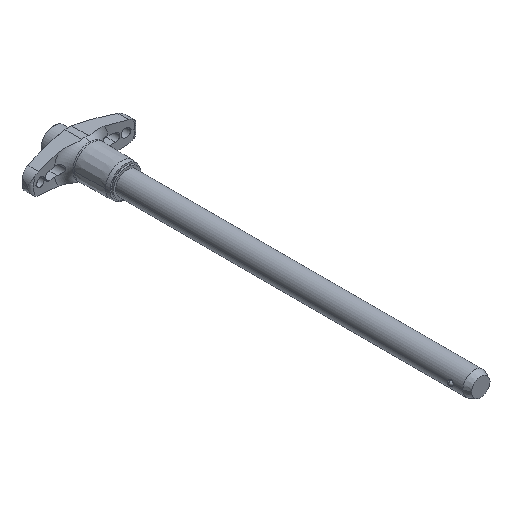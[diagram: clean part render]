
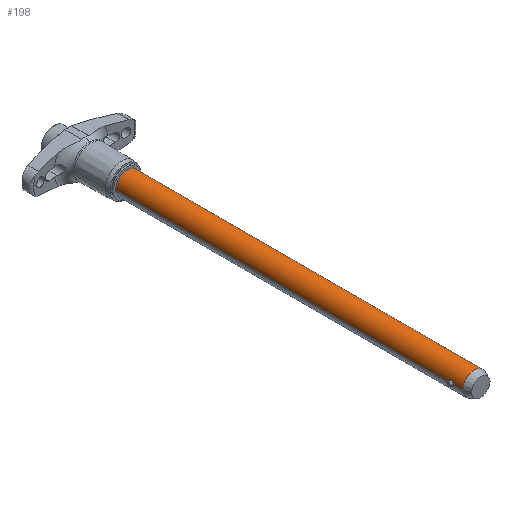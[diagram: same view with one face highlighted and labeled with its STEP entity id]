
A CAD part, isometric view. The second image highlights one B-rep face of the part: STEP entity #198.
In plain terms, the highlighted cylindrical face has radius 6.35 mm (diameter 12.7 mm), a partial arc.
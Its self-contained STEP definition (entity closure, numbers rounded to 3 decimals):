
#198=ADVANCED_FACE('',(#411),#412,.T.);
#411=FACE_OUTER_BOUND('',#634,.T.);
#412=CYLINDRICAL_SURFACE('',#635,6.35);
#634=EDGE_LOOP('',(#1200,#1201,#1202,#1203,#1204,#1205,#1206,#1207,#1208,#1209));
#635=AXIS2_PLACEMENT_3D('',#1210,#1211,#1212);
#1200=ORIENTED_EDGE('',*,*,#1491,.T.);
#1201=ORIENTED_EDGE('',*,*,#1599,.T.);
#1202=ORIENTED_EDGE('',*,*,#1600,.T.);
#1203=ORIENTED_EDGE('',*,*,#1498,.T.);
#1204=ORIENTED_EDGE('',*,*,#1601,.F.);
#1205=ORIENTED_EDGE('',*,*,#1496,.T.);
#1206=ORIENTED_EDGE('',*,*,#1602,.T.);
#1207=ORIENTED_EDGE('',*,*,#1523,.T.);
#1208=ORIENTED_EDGE('',*,*,#1493,.T.);
#1209=ORIENTED_EDGE('',*,*,#1509,.T.);
#1210=CARTESIAN_POINT('',(0.0,-97.282,0.0));
#1211=DIRECTION('',(-0.0,1.0,0.0));
#1212=DIRECTION('',(1.0,0.0,0.0));
#1491=EDGE_CURVE('',#1847,#1848,#1849,.T.);
#1493=EDGE_CURVE('',#1852,#1850,#1853,.T.);
#1496=EDGE_CURVE('',#1858,#1856,#1859,.T.);
#1498=EDGE_CURVE('',#1862,#1860,#1863,.T.);
#1509=EDGE_CURVE('',#1850,#1847,#1878,.T.);
#1523=EDGE_CURVE('',#1893,#1852,#1895,.T.);
#1599=EDGE_CURVE('',#1848,#1989,#1990,.T.);
#1600=EDGE_CURVE('',#1989,#1862,#1991,.T.);
#1601=EDGE_CURVE('',#1858,#1860,#1992,.T.);
#1602=EDGE_CURVE('',#1856,#1893,#1993,.T.);
#1847=VERTEX_POINT('',#3107);
#1848=VERTEX_POINT('',#3108);
#1849=LINE('',#3109,#3110);
#1850=VERTEX_POINT('',#3111);
#1852=VERTEX_POINT('',#3113);
#1853=LINE('',#3114,#3115);
#1856=VERTEX_POINT('',#3131);
#1858=VERTEX_POINT('',#3146);
#1859=LINE('',#3147,#3148);
#1860=VERTEX_POINT('',#3149);
#1862=VERTEX_POINT('',#3151);
#1863=LINE('',#3152,#3153);
#1878=CIRCLE('',#3197,6.35);
#1893=VERTEX_POINT('',#3244);
#1895=B_SPLINE_CURVE_WITH_KNOTS('',3,(#3246,#3247,#3248,#3249,#3250,#3251,#3252,#3253,#3254,#3255,#3256,#3257,#3258,#3259),.UNSPECIFIED.,.F.,.F.,(4,2,2,2,2,2,4),(0.0,0.507,1.013,1.242,1.471,1.846,2.221),.UNSPECIFIED.);
#1989=VERTEX_POINT('',#3766);
#1990=B_SPLINE_CURVE_WITH_KNOTS('',3,(#3767,#3768,#3769,#3770,#3771,#3772,#3773,#3774,#3775,#3776,#3777,#3778,#3779,#3780),.UNSPECIFIED.,.F.,.F.,(4,2,2,2,2,2,4),(2.221,2.596,2.971,3.2,3.429,3.935,4.442),.UNSPECIFIED.);
#1991=B_SPLINE_CURVE_WITH_KNOTS('',3,(#3781,#3782,#3783,#3784,#3785,#3786,#3787,#3788,#3789,#3790,#3791,#3792,#3793,#3794),.UNSPECIFIED.,.F.,.F.,(4,2,2,2,2,2,4),(4.442,4.948,5.455,5.684,5.912,6.288,6.663),.UNSPECIFIED.);
#1992=CIRCLE('',#3795,6.35);
#1993=B_SPLINE_CURVE_WITH_KNOTS('',3,(#3796,#3797,#3798,#3799,#3800,#3801,#3802,#3803,#3804,#3805,#3806,#3807,#3808,#3809),.UNSPECIFIED.,.F.,.F.,(4,2,2,2,2,2,4),(6.663,7.038,7.413,7.642,7.871,8.377,8.884),.UNSPECIFIED.);
#3107=CARTESIAN_POINT('',(6.35,-191.059,0.0));
#3108=CARTESIAN_POINT('',(6.35,-185.817,0.));
#3109=CARTESIAN_POINT('',(6.35,-97.282,0.));
#3110=VECTOR('',#4055,1.0);
#3111=CARTESIAN_POINT('',(-6.35,-191.059,0.));
#3113=CARTESIAN_POINT('',(-6.35,-185.817,0.));
#3114=CARTESIAN_POINT('',(-6.35,-97.282,0.));
#3115=VECTOR('',#4059,1.0);
#3131=CARTESIAN_POINT('',(-6.35,-182.88,0.));
#3146=CARTESIAN_POINT('',(-6.35,0.0,0.));
#3147=CARTESIAN_POINT('',(-6.35,-97.282,0.));
#3148=VECTOR('',#4060,1.0);
#3149=CARTESIAN_POINT('',(6.35,0.0,0.0));
#3151=CARTESIAN_POINT('',(6.35,-182.88,0.));
#3152=CARTESIAN_POINT('',(6.35,-97.282,0.));
#3153=VECTOR('',#4064,1.0);
#3197=AXIS2_PLACEMENT_3D('',#4074,#4075,#4076);
#3244=CARTESIAN_POINT('',(-6.172,-184.348,1.495));
#3246=CARTESIAN_POINT('',(-6.172,-184.348,1.495));
#3247=CARTESIAN_POINT('',(-6.172,-184.517,1.495));
#3248=CARTESIAN_POINT('',(-6.179,-184.698,1.464));
#3249=CARTESIAN_POINT('',(-6.208,-185.034,1.336));
#3250=CARTESIAN_POINT('',(-6.229,-185.189,1.24));
#3251=CARTESIAN_POINT('',(-6.258,-185.371,1.079));
#3252=CARTESIAN_POINT('',(-6.268,-185.429,1.019));
#3253=CARTESIAN_POINT('',(-6.288,-185.533,0.891));
#3254=CARTESIAN_POINT('',(-6.297,-185.58,0.822));
#3255=CARTESIAN_POINT('',(-6.318,-185.679,0.648));
#3256=CARTESIAN_POINT('',(-6.33,-185.732,0.522));
#3257=CARTESIAN_POINT('',(-6.346,-185.801,0.261));
#3258=CARTESIAN_POINT('',(-6.35,-185.817,0.125));
#3259=CARTESIAN_POINT('',(-6.35,-185.817,0.));
#3766=CARTESIAN_POINT('',(6.172,-184.348,1.495));
#3767=CARTESIAN_POINT('',(6.35,-185.817,0.0));
#3768=CARTESIAN_POINT('',(6.35,-185.817,0.125));
#3769=CARTESIAN_POINT('',(6.346,-185.801,0.261));
#3770=CARTESIAN_POINT('',(6.33,-185.732,0.522));
#3771=CARTESIAN_POINT('',(6.318,-185.679,0.648));
#3772=CARTESIAN_POINT('',(6.297,-185.58,0.822));
#3773=CARTESIAN_POINT('',(6.288,-185.533,0.891));
#3774=CARTESIAN_POINT('',(6.268,-185.429,1.019));
#3775=CARTESIAN_POINT('',(6.258,-185.371,1.079));
#3776=CARTESIAN_POINT('',(6.229,-185.189,1.24));
#3777=CARTESIAN_POINT('',(6.208,-185.034,1.336));
#3778=CARTESIAN_POINT('',(6.179,-184.698,1.464));
#3779=CARTESIAN_POINT('',(6.172,-184.517,1.495));
#3780=CARTESIAN_POINT('',(6.172,-184.348,1.495));
#3781=CARTESIAN_POINT('',(6.172,-184.348,1.495));
#3782=CARTESIAN_POINT('',(6.172,-184.18,1.495));
#3783=CARTESIAN_POINT('',(6.179,-183.999,1.464));
#3784=CARTESIAN_POINT('',(6.208,-183.663,1.336));
#3785=CARTESIAN_POINT('',(6.229,-183.508,1.24));
#3786=CARTESIAN_POINT('',(6.258,-183.326,1.079));
#3787=CARTESIAN_POINT('',(6.268,-183.268,1.019));
#3788=CARTESIAN_POINT('',(6.288,-183.163,0.891));
#3789=CARTESIAN_POINT('',(6.297,-183.117,0.822));
#3790=CARTESIAN_POINT('',(6.318,-183.018,0.648));
#3791=CARTESIAN_POINT('',(6.33,-182.965,0.522));
#3792=CARTESIAN_POINT('',(6.346,-182.896,0.261));
#3793=CARTESIAN_POINT('',(6.35,-182.88,0.125));
#3794=CARTESIAN_POINT('',(6.35,-182.88,0.));
#3795=AXIS2_PLACEMENT_3D('',#4153,#4154,#4155);
#3796=CARTESIAN_POINT('',(-6.35,-182.88,0.));
#3797=CARTESIAN_POINT('',(-6.35,-182.88,0.125));
#3798=CARTESIAN_POINT('',(-6.346,-182.896,0.261));
#3799=CARTESIAN_POINT('',(-6.33,-182.965,0.522));
#3800=CARTESIAN_POINT('',(-6.318,-183.018,0.648));
#3801=CARTESIAN_POINT('',(-6.297,-183.117,0.822));
#3802=CARTESIAN_POINT('',(-6.288,-183.163,0.891));
#3803=CARTESIAN_POINT('',(-6.268,-183.268,1.019));
#3804=CARTESIAN_POINT('',(-6.258,-183.326,1.079));
#3805=CARTESIAN_POINT('',(-6.229,-183.508,1.24));
#3806=CARTESIAN_POINT('',(-6.208,-183.663,1.336));
#3807=CARTESIAN_POINT('',(-6.179,-183.999,1.464));
#3808=CARTESIAN_POINT('',(-6.172,-184.18,1.495));
#3809=CARTESIAN_POINT('',(-6.172,-184.348,1.495));
#4055=DIRECTION('',(0.0,1.0,0.0));
#4059=DIRECTION('',(-0.0,-1.0,-0.0));
#4060=DIRECTION('',(-0.0,-1.0,-0.0));
#4064=DIRECTION('',(0.0,1.0,0.0));
#4074=CARTESIAN_POINT('',(0.0,-191.059,0.0));
#4075=DIRECTION('',(0.,1.0,0.0));
#4076=DIRECTION('',(1.0,0.,0.0));
#4153=CARTESIAN_POINT('',(0.0,0.0,0.0));
#4154=DIRECTION('',(-0.0,1.0,0.0));
#4155=DIRECTION('',(1.0,0.0,0.0));
